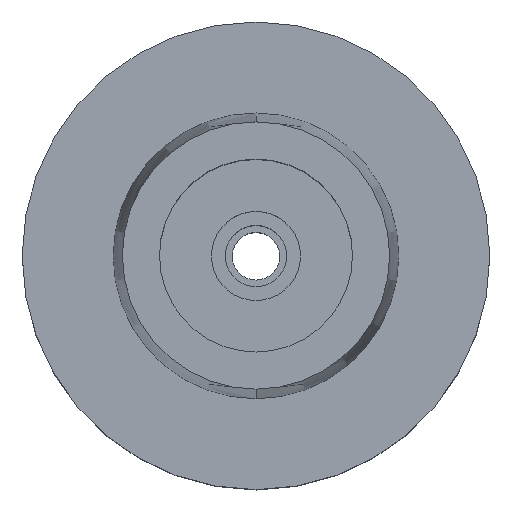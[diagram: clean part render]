
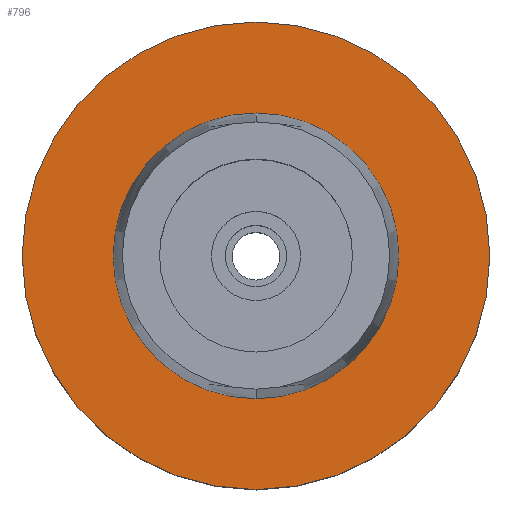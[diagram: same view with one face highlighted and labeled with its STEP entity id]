
A CAD part, top view. The second image highlights one B-rep face of the part: STEP entity #796.
In plain terms, the highlighted planar face has unit normal (0, 0, 1).
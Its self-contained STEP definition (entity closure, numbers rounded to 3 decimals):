
#3 = CIRCLE ( 'NONE', #1852, 31.5 ) ;
#73 = DIRECTION ( 'NONE',  ( 0., 1., 0. ) ) ;
#78 = FACE_BOUND ( 'NONE', #2268, .T. ) ;
#163 = EDGE_LOOP ( 'NONE', ( #1942, #488 ) ) ;
#201 = CARTESIAN_POINT ( 'NONE',  ( 0., -19.25, 0. ) ) ;
#268 = AXIS2_PLACEMENT_3D ( 'NONE', #1076, #419, #856 ) ;
#285 = FACE_OUTER_BOUND ( 'NONE', #163, .T. ) ;
#338 = CARTESIAN_POINT ( 'NONE',  ( 0., 0., 0. ) ) ;
#419 = DIRECTION ( 'NONE',  ( 0., 0., 1. ) ) ;
#472 = DIRECTION ( 'NONE',  ( 0., 0., -1. ) ) ;
#488 = ORIENTED_EDGE ( 'NONE', *, *, #2436, .F. ) ;
#556 = CIRCLE ( 'NONE', #684, 19.25 ) ;
#619 = VERTEX_POINT ( 'NONE', #1720 ) ;
#684 = AXIS2_PLACEMENT_3D ( 'NONE', #2659, #1566, #1174 ) ;
#687 = CIRCLE ( 'NONE', #268, 19.25 ) ;
#796 = ADVANCED_FACE ( 'NONE', ( #285, #78 ), #1862, .T. ) ;
#856 = DIRECTION ( 'NONE',  ( 0., -1., 0. ) ) ;
#974 = AXIS2_PLACEMENT_3D ( 'NONE', #338, #2041, #980 ) ;
#980 = DIRECTION ( 'NONE',  ( 1., 0., 0. ) ) ;
#1045 = ORIENTED_EDGE ( 'NONE', *, *, #1947, .F. ) ;
#1076 = CARTESIAN_POINT ( 'NONE',  ( 0., 0., 0. ) ) ;
#1174 = DIRECTION ( 'NONE',  ( 0., 1., 0. ) ) ;
#1292 = DIRECTION ( 'NONE',  ( 0., -1., 0. ) ) ;
#1321 = CARTESIAN_POINT ( 'NONE',  ( 0., -31.5, 0. ) ) ;
#1507 = CARTESIAN_POINT ( 'NONE',  ( 0., 0., 0. ) ) ;
#1566 = DIRECTION ( 'NONE',  ( 0., 0., 1. ) ) ;
#1586 = CARTESIAN_POINT ( 'NONE',  ( 0., 0., 0. ) ) ;
#1720 = CARTESIAN_POINT ( 'NONE',  ( 0., 31.5, 0. ) ) ;
#1734 = VERTEX_POINT ( 'NONE', #201 ) ;
#1831 = VERTEX_POINT ( 'NONE', #1321 ) ;
#1852 = AXIS2_PLACEMENT_3D ( 'NONE', #1586, #472, #73 ) ;
#1862 = PLANE ( 'NONE',  #974 ) ;
#1942 = ORIENTED_EDGE ( 'NONE', *, *, #2091, .F. ) ;
#1947 = EDGE_CURVE ( 'NONE', #2467, #1734, #556, .T. ) ;
#2041 = DIRECTION ( 'NONE',  ( 0., 0., 1. ) ) ;
#2091 = EDGE_CURVE ( 'NONE', #619, #1831, #3, .T. ) ;
#2268 = EDGE_LOOP ( 'NONE', ( #1045, #2564 ) ) ;
#2383 = DIRECTION ( 'NONE',  ( 0., 0., -1. ) ) ;
#2415 = EDGE_CURVE ( 'NONE', #1734, #2467, #687, .T. ) ;
#2436 = EDGE_CURVE ( 'NONE', #1831, #619, #2636, .T. ) ;
#2467 = VERTEX_POINT ( 'NONE', #2857 ) ;
#2564 = ORIENTED_EDGE ( 'NONE', *, *, #2415, .F. ) ;
#2636 = CIRCLE ( 'NONE', #2734, 31.5 ) ;
#2659 = CARTESIAN_POINT ( 'NONE',  ( 0., 0., 0. ) ) ;
#2734 = AXIS2_PLACEMENT_3D ( 'NONE', #1507, #2383, #1292 ) ;
#2857 = CARTESIAN_POINT ( 'NONE',  ( 0., 19.25, 0. ) ) ;
